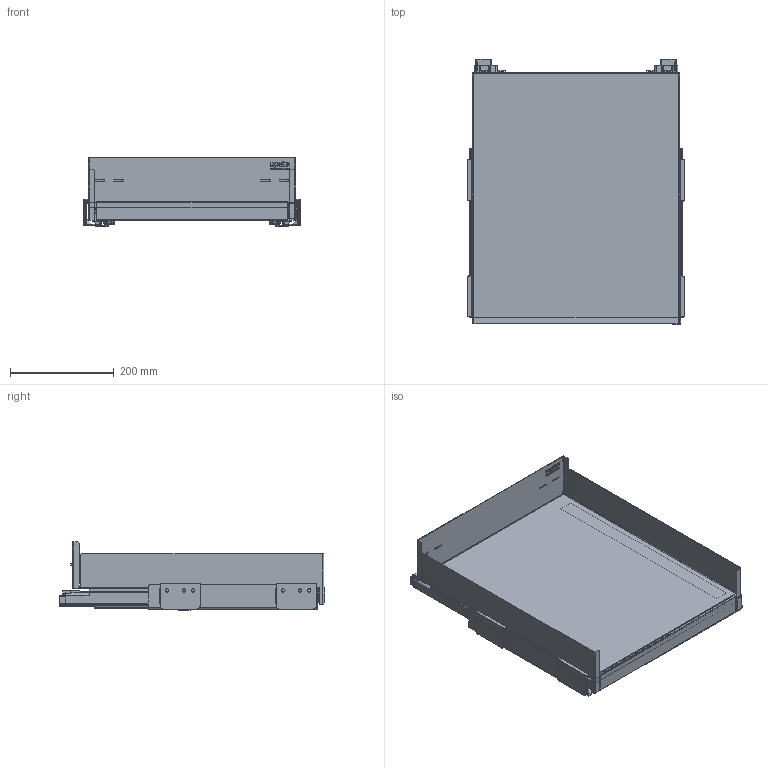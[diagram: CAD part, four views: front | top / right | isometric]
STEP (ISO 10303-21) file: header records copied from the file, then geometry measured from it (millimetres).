
FILE_DESCRIPTION(/* description */ (''),/* implementation_level */ '2;1');
FILE_NAME(/* name */ '3D_200-2716-XX.stp',/* time_stamp */ '2022-03-17T13:23:05+01:00',/* author */ ('as'),/* organization */ (''),/* preprocessor_version */ 'ST-DEVELOPER v18.1',/* originating_system */ 'Autodesk Inventor 2021',/* authorisation */ '');
FILE_SCHEMA (('CONFIG_CONTROL_DESIGN'));
Products named in the file (16): Ex Liro Blum Legrabox 450 ohne DL Master 2; Tablar Ex Liro Legrabox 450 ohne DL; Ex Liro Abdeckprofil 450 ohne DL; Spacer Grass Dynapro; Spacer Grass Dynapro links; Türabweiser; Vollauszug Blum Legrabox NL 500 L; Vollauszug Blum Legrabox NL 500 L S1; Vollauszug Blum Legrabox NL 500 L S2; Vollauszug Blum Legrabox NL 500 L S3; hhhh; Vollauszug Blum Legrabox NL 500 R; Vollauszug Blum Legrabox NL 500 R S1; Vollauszug Blum Legrabox NL 500 R S2; Vollauszug Blum Legrabox NL 500 R S3; ddd
Assembly tree (17 placements, depth 3):
  Ex Liro Blum Legrabox 450 ohne DL Master 2
    Tablar Ex Liro Legrabox 450 ohne DL
    Ex Liro Abdeckprofil 450 ohne DL
    Spacer Grass Dynapro  x2
    Spacer Grass Dynapro links  x2
    Türabweiser
    Vollauszug Blum Legrabox NL 500 L
      Vollauszug Blum Legrabox NL 500 L S1
      Vollauszug Blum Legrabox NL 500 L S2
      Vollauszug Blum Legrabox NL 500 L S3
      hhhh
    Vollauszug Blum Legrabox NL 500 R
      Vollauszug Blum Legrabox NL 500 R S1
      Vollauszug Blum Legrabox NL 500 R S2
      Vollauszug Blum Legrabox NL 500 R S3
      ddd
Bounding box: 418 x 512.4 x 131.4 mm (x, y, z)
Volume: 1116093 mm3; surface area: 1327000.8 mm2
Topology: 19 solids, 19 shells, 2214 faces, 5946 edges, 3856 vertices
Faces by surface type: plane 1653, cylinder 485, cone 36, bspline 34, sphere 4, torus 2
Full cylindrical faces by diameter (mm): 3.5 x2, 6.4 x28, 6.435 x4, 6.47 x8
Entity records: 62407 total; most frequent: CARTESIAN_POINT 13310, ORIENTED_EDGE 10224, DIRECTION 9784, EDGE_CURVE 5112, LINE 4124, VECTOR 4124, VERTEX_POINT 3300, AXIS2_PLACEMENT_3D 2830
